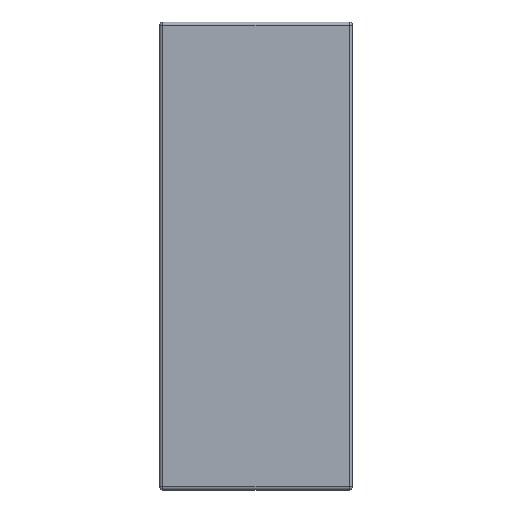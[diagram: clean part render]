
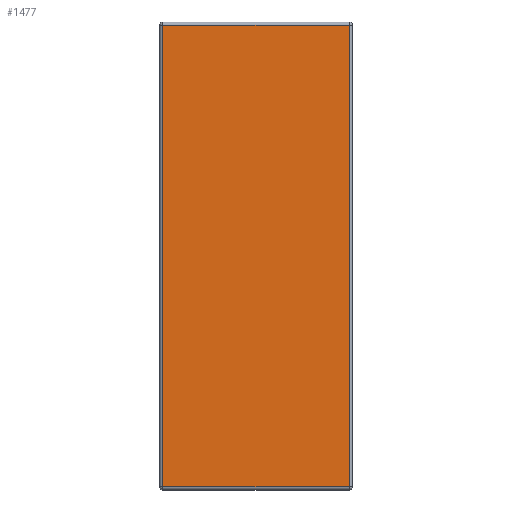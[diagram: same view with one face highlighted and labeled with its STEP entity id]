
A CAD part, top view. The second image highlights one B-rep face of the part: STEP entity #1477.
In plain terms, the highlighted planar face has unit normal (0, 0, 1).
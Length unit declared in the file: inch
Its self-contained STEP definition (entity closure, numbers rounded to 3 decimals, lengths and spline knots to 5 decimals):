
#111 = VECTOR ( 'NONE', #439, 39.37008 ) ;
#154 = CARTESIAN_POINT ( 'NONE',  ( -0.4235, 1.0485, 0. ) ) ;
#179 = ORIENTED_EDGE ( 'NONE', *, *, #1292, .T. ) ;
#228 = VERTEX_POINT ( 'NONE', #879 ) ;
#237 = DIRECTION ( 'NONE',  ( 0., 1., 0. ) ) ;
#267 = FACE_OUTER_BOUND ( 'NONE', #452, .T. ) ;
#284 = EDGE_CURVE ( 'NONE', #614, #1706, #1168, .T. ) ;
#321 = VECTOR ( 'NONE', #1365, 39.37008 ) ;
#421 = PLANE ( 'NONE',  #577 ) ;
#422 = VECTOR ( 'NONE', #237, 39.37008 ) ;
#439 = DIRECTION ( 'NONE',  ( 1., 0., 0. ) ) ;
#452 = EDGE_LOOP ( 'NONE', ( #1407, #565, #179, #1566 ) ) ;
#473 = CARTESIAN_POINT ( 'NONE',  ( 0.4235, 1.0485, 0. ) ) ;
#546 = VECTOR ( 'NONE', #743, 39.37008 ) ;
#565 = ORIENTED_EDGE ( 'NONE', *, *, #1587, .T. ) ;
#577 = AXIS2_PLACEMENT_3D ( 'NONE', #1492, #669, #807 ) ;
#614 = VERTEX_POINT ( 'NONE', #1135 ) ;
#669 = DIRECTION ( 'NONE',  ( 0., 0., -1. ) ) ;
#671 = LINE ( 'NONE', #1074, #321 ) ;
#743 = DIRECTION ( 'NONE',  ( 0., -1., 0. ) ) ;
#807 = DIRECTION ( 'NONE',  ( -1., 0., 0. ) ) ;
#826 = LINE ( 'NONE', #1113, #111 ) ;
#879 = CARTESIAN_POINT ( 'NONE',  ( -0.4235, -1.0485, 0. ) ) ;
#1074 = CARTESIAN_POINT ( 'NONE',  ( -0.4375, 1.0485, 0. ) ) ;
#1099 = EDGE_CURVE ( 'NONE', #228, #614, #826, .T. ) ;
#1113 = CARTESIAN_POINT ( 'NONE',  ( 0.4375, -1.0485, 0. ) ) ;
#1135 = CARTESIAN_POINT ( 'NONE',  ( 0.4235, -1.0485, 0. ) ) ;
#1168 = LINE ( 'NONE', #1720, #422 ) ;
#1292 = EDGE_CURVE ( 'NONE', #1647, #228, #1550, .T. ) ;
#1295 = CARTESIAN_POINT ( 'NONE',  ( -0.4235, 1., 0. ) ) ;
#1365 = DIRECTION ( 'NONE',  ( -1., 0., 0. ) ) ;
#1407 = ORIENTED_EDGE ( 'NONE', *, *, #284, .T. ) ;
#1477 = ADVANCED_FACE ( 'NONE', ( #267 ), #421, .F. ) ;
#1492 = CARTESIAN_POINT ( 'NONE',  ( -0.4375, 1., 0. ) ) ;
#1550 = LINE ( 'NONE', #1295, #546 ) ;
#1566 = ORIENTED_EDGE ( 'NONE', *, *, #1099, .T. ) ;
#1587 = EDGE_CURVE ( 'NONE', #1706, #1647, #671, .T. ) ;
#1647 = VERTEX_POINT ( 'NONE', #154 ) ;
#1706 = VERTEX_POINT ( 'NONE', #473 ) ;
#1720 = CARTESIAN_POINT ( 'NONE',  ( 0.4235, 1., 0. ) ) ;
